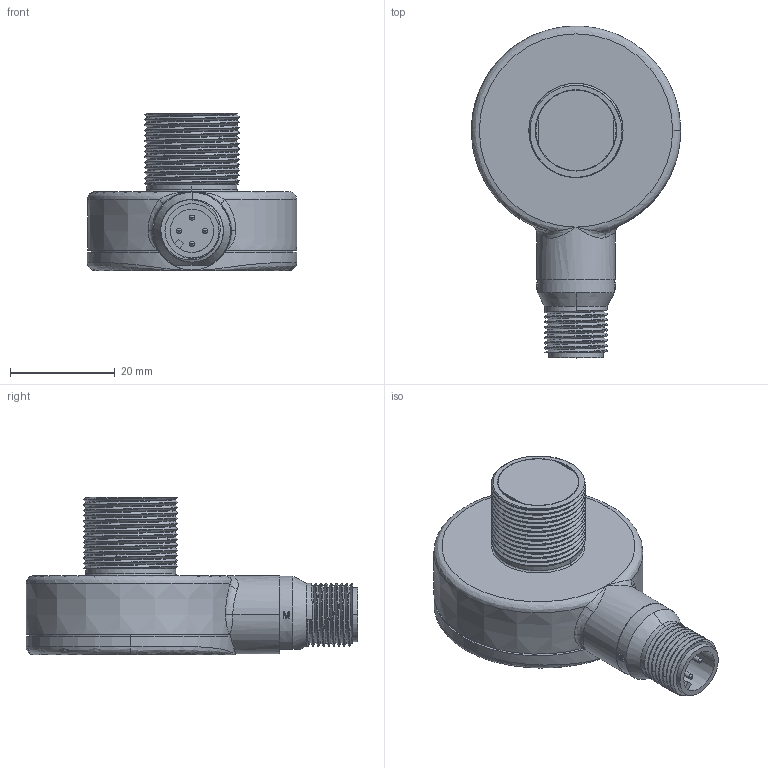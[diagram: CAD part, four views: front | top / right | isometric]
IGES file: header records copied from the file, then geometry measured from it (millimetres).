
Start section:  PTC IGES file: 155315.igs
Global section: file name: 155315.igs; native system: Pro/ENGINEER by Parametric Technology Corporation; preprocessor: 2009141; author: banengservice; organization: Unknown; date: 20101203.084226; units: inch
Bounding box: 40.01 x 63.47 x 30.14 mm (x, y, z)
Volume: 8823.7 mm3; surface area: 15961.6 mm2
Topology: 2 solids, 3 shells, 382 faces, 945 edges, 601 vertices
Faces by surface type: revolution 200, bspline 176, extrusion 6
